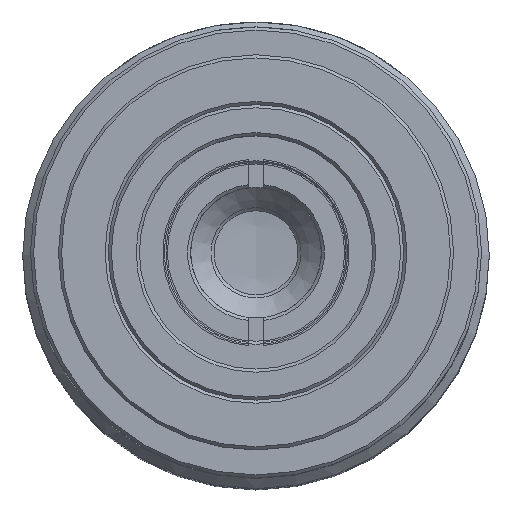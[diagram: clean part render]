
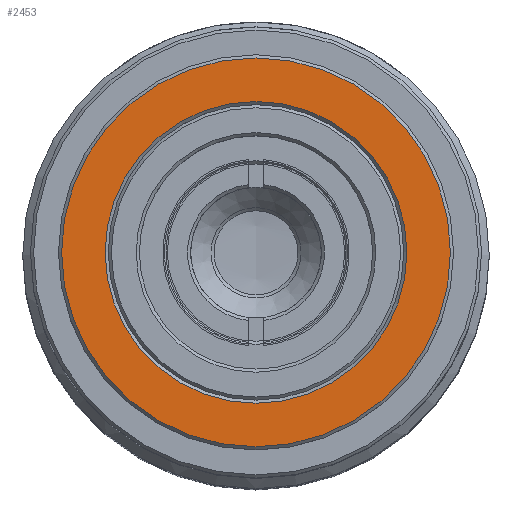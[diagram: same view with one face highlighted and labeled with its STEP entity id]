
A CAD part, top view. The second image highlights one B-rep face of the part: STEP entity #2453.
In plain terms, the highlighted planar face has unit normal (0, 0, 1).
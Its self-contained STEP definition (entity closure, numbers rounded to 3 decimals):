
#2453=ADVANCED_FACE('',(#3242,#3243),#2947,.T.);
#2947=PLANE('',#8913);
#3242=FACE_BOUND('',#3655,.T.);
#3243=FACE_BOUND('',#3656,.T.);
#3655=EDGE_LOOP('',(#4462));
#3656=EDGE_LOOP('',(#4463));
#4462=ORIENTED_EDGE('',*,*,#7489,.T.);
#4463=ORIENTED_EDGE('',*,*,#7490,.T.);
#6653=VERTEX_POINT('',#11681);
#6654=VERTEX_POINT('',#11683);
#7489=EDGE_CURVE('',#6653,#6653,#8600,.T.);
#7490=EDGE_CURVE('',#6654,#6654,#8601,.T.);
#8600=CIRCLE('',#8911,9.7);
#8601=CIRCLE('',#8912,12.5);
#8911=AXIS2_PLACEMENT_3D('',#11680,#9686,#9687);
#8912=AXIS2_PLACEMENT_3D('',#11682,#9688,#9689);
#8913=AXIS2_PLACEMENT_3D('',#11684,#9690,#9691);
#9686=DIRECTION('',(0.,0.,-1.));
#9687=DIRECTION('',(0.,-1.,0.));
#9688=DIRECTION('',(0.,0.,1.));
#9689=DIRECTION('',(0.,-1.,0.));
#9690=DIRECTION('',(0.,0.,1.));
#9691=DIRECTION('',(0.,-1.,0.));
#11680=CARTESIAN_POINT('',(0.,0.,159.085));
#11681=CARTESIAN_POINT('',(0.,-9.7,159.085));
#11682=CARTESIAN_POINT('',(0.,0.,159.085));
#11683=CARTESIAN_POINT('',(0.,-12.5,159.085));
#11684=CARTESIAN_POINT('',(0.,12.7,159.085));
